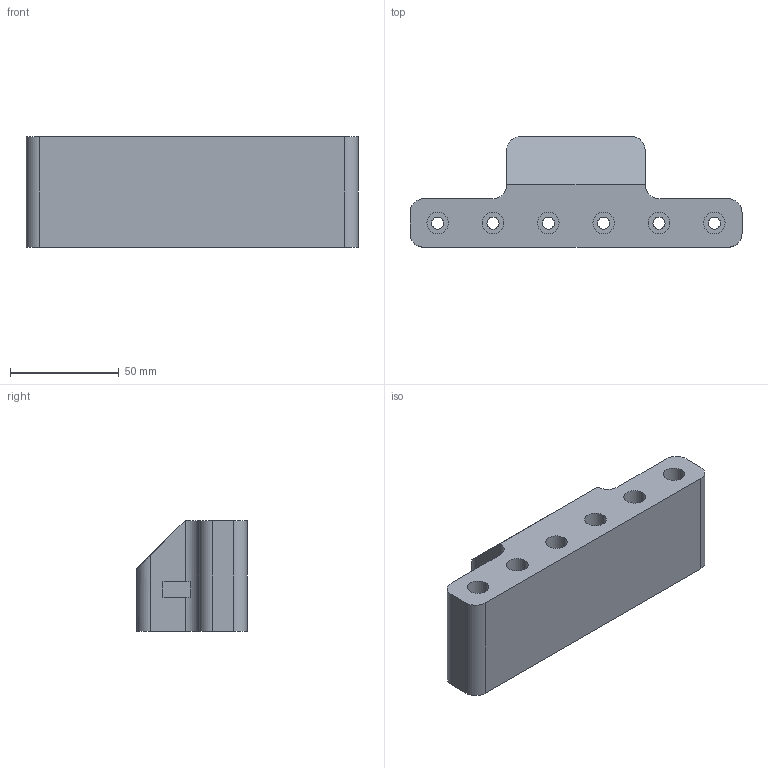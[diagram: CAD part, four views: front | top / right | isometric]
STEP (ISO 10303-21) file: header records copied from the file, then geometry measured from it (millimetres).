
FILE_DESCRIPTION (( 'STEP AP203' ), '1' );
FILE_NAME ('Abie''s Christmas Gift Base.STEP', '2018-01-01T02:14:39', ( '' ), ( '' ), 'SwSTEP 2.0', 'SolidWorks 2016', '' );
FILE_SCHEMA (( 'CONFIG_CONTROL_DESIGN' ));
Length unit declared in the file: inch
Products named in the file (1): Abie''s Christmas Gift Base
Bounding box: 152.4 x 50.8 x 50.8 mm (x, y, z)
Volume: 149184 mm3; surface area: 43375.6 mm2
Topology: 1 solids, 1 shells, 113 faces, 272 edges, 180 vertices
Faces by surface type: cylinder 68, plane 45
Entity records: 3457 total; most frequent: DIRECTION 634, CARTESIAN_POINT 572, ORIENTED_EDGE 544, EDGE_CURVE 272, AXIS2_PLACEMENT_3D 250, VERTEX_POINT 180, EDGE_LOOP 146, CIRCLE 136
